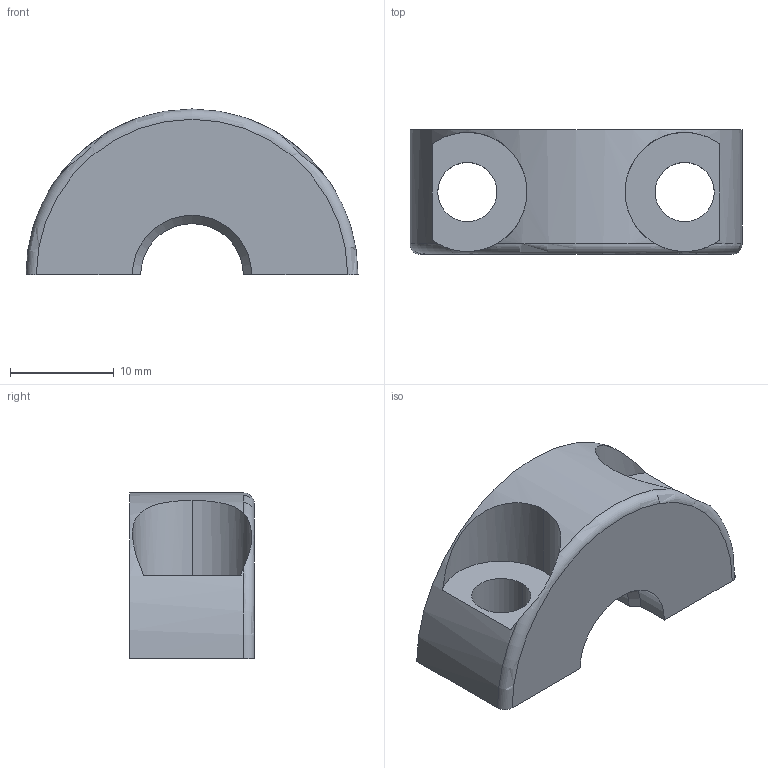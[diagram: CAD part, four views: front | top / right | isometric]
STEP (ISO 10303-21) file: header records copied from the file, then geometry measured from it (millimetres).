
FILE_DESCRIPTION(('CATIA V5 STEP Exchange'),'2;1');
FILE_NAME('Bride_sup_axe_arriere_cote_disque.stp','2019-03-02T16:42:17+00:00',('none'),('none'),'CATIA Version 5 Release 19 GA (IN-10)','CATIA V5 STEP AP203','none');
FILE_SCHEMA(('CONFIG_CONTROL_DESIGN'));
Length unit declared in the file: millimetre
Products named in the file (1): Bride_sup_axe_arriere_cote_disque
Bounding box: 32 x 12 x 16 mm (x, y, z)
Volume: 3082.6 mm3; surface area: 2133.7 mm2
Topology: 1 solids, 1 shells, 21 faces, 57 edges, 38 vertices
Faces by surface type: cylinder 12, plane 6, cone 2, torus 1
Entity records: 720 total; most frequent: CARTESIAN_POINT 184, ORIENTED_EDGE 114, DIRECTION 75, EDGE_CURVE 57, AXIS2_PLACEMENT_3D 38, VERTEX_POINT 38, EDGE_LOOP 25, VECTOR 24
